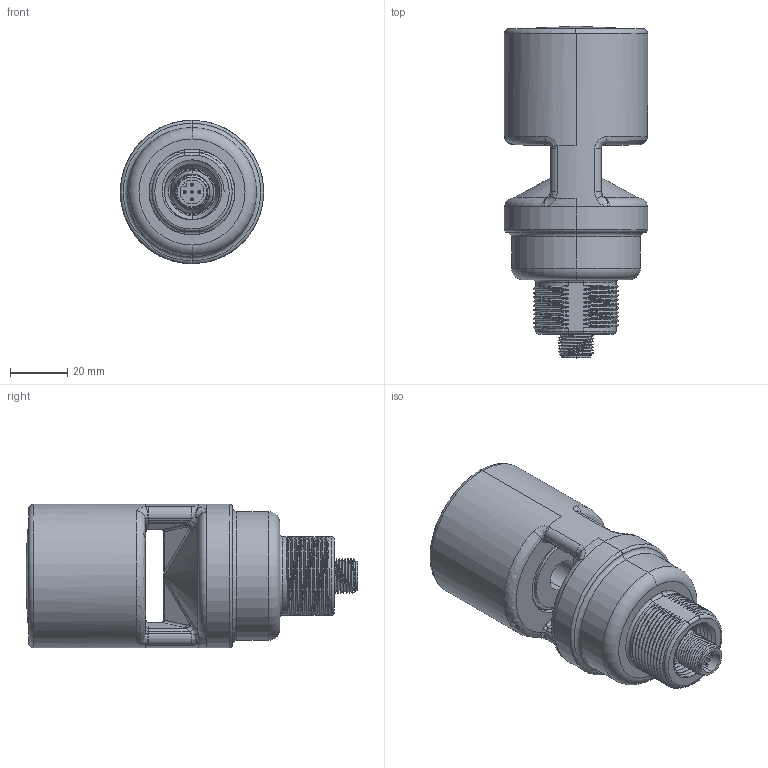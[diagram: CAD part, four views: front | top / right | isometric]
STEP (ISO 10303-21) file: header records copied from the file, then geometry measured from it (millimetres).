
FILE_DESCRIPTION((''),'2;1');
FILE_NAME('173301_ASM','2013-06-28T',('pdmadmin'),(''),'PRO/ENGINEER BY PARAMETRIC TECHNOLOGY CORPORATION, 2012300','PRO/ENGINEER BY PARAMETRIC TECHNOLOGY CORPORATION, 2012300','');
FILE_SCHEMA(('CONFIG_CONTROL_DESIGN'));
Products named in the file (7): 140410_GENERIC; 168245; 168246; 168401; 141960; 41089; 173301_ASM
Assembly tree (6 placements, depth 2):
  173301_ASM
    140410_GENERIC
    168245
    168246
    168401
    141960
    41089
Bounding box: 50 x 115.82 x 50 mm (x, y, z)
Volume: 77415.6 mm3; surface area: 55965.9 mm2
Topology: 6 solids, 6 shells, 740 faces, 1847 edges, 1154 vertices
Faces by surface type: bspline 251, cylinder 247, plane 138, torus 54, cone 48, sphere 2
Entity records: 61543 total; most frequent: CARTESIAN_POINT 45654, ORIENTED_EDGE 3686, DIRECTION 2685, EDGE_CURVE 1843, VERTEX_POINT 1154, AXIS2_PLACEMENT_3D 1077, EDGE_LOOP 791, FACE_OUTER_BOUND 740
